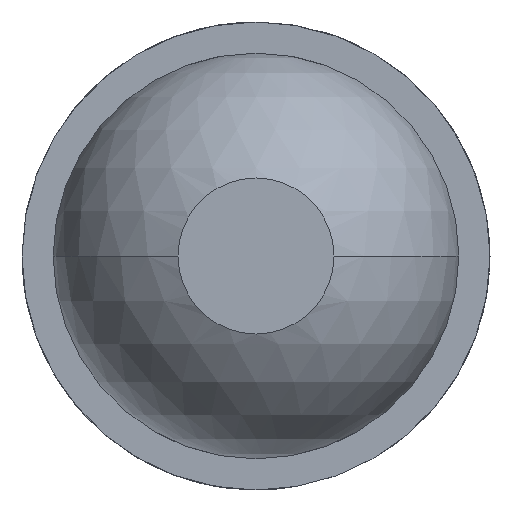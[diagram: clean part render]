
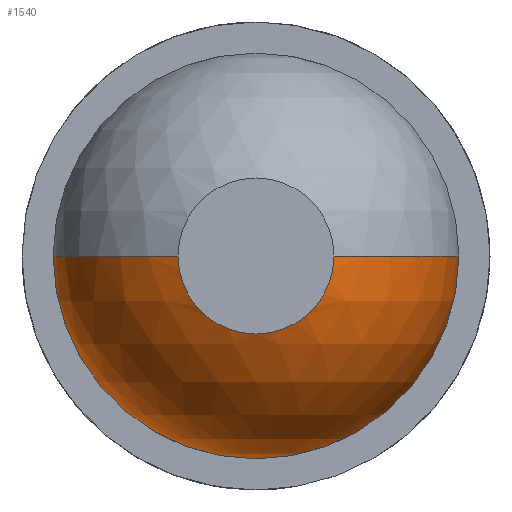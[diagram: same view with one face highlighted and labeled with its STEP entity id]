
A CAD part, front view. The second image highlights one B-rep face of the part: STEP entity #1540.
In plain terms, the highlighted spherical face has radius 0.39 mm.
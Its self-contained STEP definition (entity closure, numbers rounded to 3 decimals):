
#1 = CARTESIAN_POINT ( 'NONE',  ( -0.15, -36.3, 0. ) ) ;
#47 = DIRECTION ( 'NONE',  ( 0., 0., -1. ) ) ;
#79 = DIRECTION ( 'NONE',  ( -1., 0., 0. ) ) ;
#83 = VERTEX_POINT ( 'NONE', #2414 ) ;
#210 = AXIS2_PLACEMENT_3D ( 'NONE', #3513, #2080, #79 ) ;
#211 = ORIENTED_EDGE ( 'NONE', *, *, #2105, .T. ) ;
#262 = ORIENTED_EDGE ( 'NONE', *, *, #1178, .F. ) ;
#314 = SPHERICAL_SURFACE ( 'NONE', #2605, 0.39 ) ;
#343 = AXIS2_PLACEMENT_3D ( 'NONE', #1432, #815, #858 ) ;
#548 = CARTESIAN_POINT ( 'NONE',  ( 0., -35.94, 0. ) ) ;
#601 = VERTEX_POINT ( 'NONE', #1 ) ;
#695 = AXIS2_PLACEMENT_3D ( 'NONE', #1763, #2642, #47 ) ;
#718 = EDGE_CURVE ( 'NONE', #2669, #1329, #3138, .T. ) ;
#815 = DIRECTION ( 'NONE',  ( 0., 1., 0. ) ) ;
#826 = CARTESIAN_POINT ( 'NONE',  ( 0., -36.3, 0. ) ) ;
#858 = DIRECTION ( 'NONE',  ( 0., 0., 1. ) ) ;
#868 = AXIS2_PLACEMENT_3D ( 'NONE', #2950, #3537, #2117 ) ;
#877 = DIRECTION ( 'NONE',  ( 1., 0., 0. ) ) ;
#1003 = AXIS2_PLACEMENT_3D ( 'NONE', #548, #3437, #2007 ) ;
#1159 = EDGE_CURVE ( 'Defeature ausgef�hrt1_12+Defeature ausgef�hrt1_4+Defeature ausgef�hrt1_4+Defeature ausgef�hrt1_4', #601, #2551, #3365, .T. ) ;
#1178 = EDGE_CURVE ( 'Defeature ausgef�hrt1_12+Defeature ausgef�hrt1_4+Defeature ausgef�hrt1_4+Defeature ausgef�hrt1_4', #2551, #2669, #2992, .T. ) ;
#1208 = AXIS2_PLACEMENT_3D ( 'NONE', #826, #1996, #2566 ) ;
#1257 = CIRCLE ( 'NONE', #868, 0.39 ) ;
#1329 = VERTEX_POINT ( 'NONE', #2679 ) ;
#1388 = EDGE_LOOP ( 'NONE', ( #2196, #211, #1467, #2715, #3610, #262 ) ) ;
#1431 = FACE_OUTER_BOUND ( 'NONE', #1388, .T. ) ;
#1432 = CARTESIAN_POINT ( 'NONE',  ( 0., -35.94, 0. ) ) ;
#1467 = ORIENTED_EDGE ( 'NONE', *, *, #3159, .F. ) ;
#1484 = CARTESIAN_POINT ( 'NONE',  ( 0., -35.94, 0. ) ) ;
#1540 = ADVANCED_FACE ( 'Defeature ausgef�hrt1_4', ( #1431 ), #314, .T. ) ;
#1763 = CARTESIAN_POINT ( 'NONE',  ( 0., -36.3, 0. ) ) ;
#1996 = DIRECTION ( 'NONE',  ( 0., -1., 0. ) ) ;
#2007 = DIRECTION ( 'NONE',  ( 1., 0., 0. ) ) ;
#2080 = DIRECTION ( 'NONE',  ( 0., 0., -1. ) ) ;
#2097 = CARTESIAN_POINT ( 'NONE',  ( 0.15, -36.3, 0. ) ) ;
#2105 = EDGE_CURVE ( 'NONE', #601, #83, #2645, .T. ) ;
#2117 = DIRECTION ( 'NONE',  ( 0., 0., 1. ) ) ;
#2196 = ORIENTED_EDGE ( 'NONE', *, *, #1159, .F. ) ;
#2313 = DIRECTION ( 'NONE',  ( 0., 0., -1. ) ) ;
#2414 = CARTESIAN_POINT ( 'NONE',  ( -0.39, -35.94, 0. ) ) ;
#2551 = VERTEX_POINT ( 'NONE', #2700 ) ;
#2566 = DIRECTION ( 'NONE',  ( 0., 0., -1. ) ) ;
#2605 = AXIS2_PLACEMENT_3D ( 'NONE', #1484, #2313, #877 ) ;
#2642 = DIRECTION ( 'NONE',  ( 0., -1., 0. ) ) ;
#2645 = CIRCLE ( 'NONE', #210, 0.39 ) ;
#2669 = VERTEX_POINT ( 'NONE', #2097 ) ;
#2679 = CARTESIAN_POINT ( 'NONE',  ( 0.39, -35.94, 0. ) ) ;
#2700 = CARTESIAN_POINT ( 'NONE',  ( 0., -36.3, -0.15 ) ) ;
#2715 = ORIENTED_EDGE ( 'NONE', *, *, #3426, .F. ) ;
#2935 = VERTEX_POINT ( 'NONE', #3061 ) ;
#2950 = CARTESIAN_POINT ( 'NONE',  ( 0., -35.94, 0. ) ) ;
#2992 = CIRCLE ( 'NONE', #1208, 0.15 ) ;
#3061 = CARTESIAN_POINT ( 'NONE',  ( 0., -35.94, -0.39 ) ) ;
#3138 = CIRCLE ( 'NONE', #1003, 0.39 ) ;
#3159 = EDGE_CURVE ( 'Defeature ausgef�hrt1_5+Defeature ausgef�hrt1_4+Defeature ausgef�hrt1_4+Defeature ausgef�hrt1_4', #2935, #83, #1257, .T. ) ;
#3332 = CIRCLE ( 'NONE', #343, 0.39 ) ;
#3365 = CIRCLE ( 'NONE', #695, 0.15 ) ;
#3426 = EDGE_CURVE ( 'Defeature ausgef�hrt1_5+Defeature ausgef�hrt1_4+Defeature ausgef�hrt1_4+Defeature ausgef�hrt1_4', #1329, #2935, #3332, .T. ) ;
#3437 = DIRECTION ( 'NONE',  ( 0., 0., 1. ) ) ;
#3513 = CARTESIAN_POINT ( 'NONE',  ( 0., -35.94, 0. ) ) ;
#3537 = DIRECTION ( 'NONE',  ( 0., 1., 0. ) ) ;
#3610 = ORIENTED_EDGE ( 'NONE', *, *, #718, .F. ) ;
